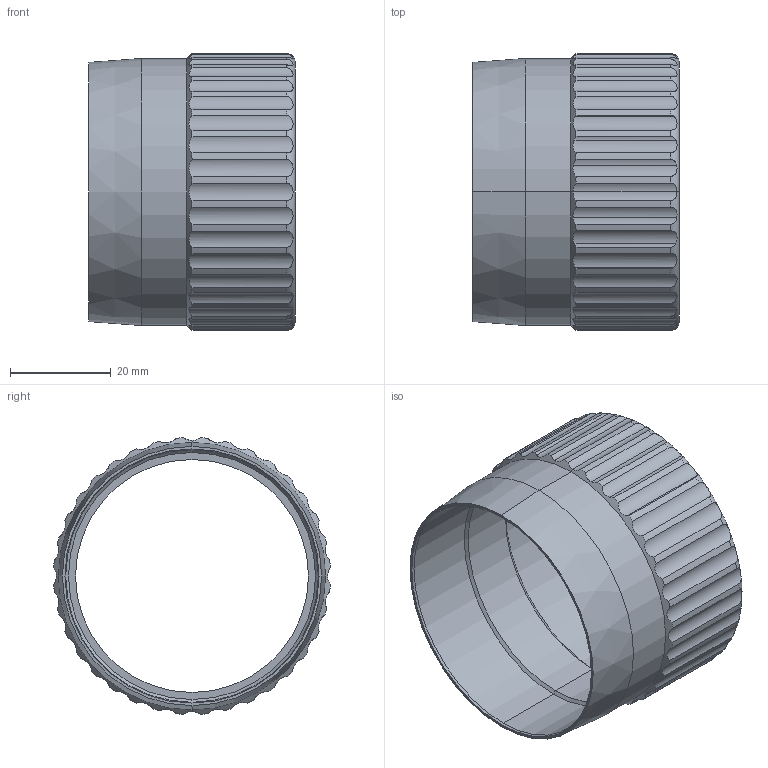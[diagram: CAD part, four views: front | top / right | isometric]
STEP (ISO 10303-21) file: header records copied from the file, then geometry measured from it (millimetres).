
FILE_DESCRIPTION (( 'STEP AP214' ), '1' );
FILE_NAME ('市厦.714363.003 - 暑朦鲱 疱泱腓痤忸黜铄.STEP', '2024-11-18T14:41:09', ( '' ), ( '' ), 'SwSTEP 2.0', 'SolidWorks 2023', '' );
FILE_SCHEMA (( 'AUTOMOTIVE_DESIGN' ));
Length unit declared in the file: millimetre
Products named in the file (1): КРПГ.714363.003 - Кольцо регулировочное
Bounding box: 41 x 54.89 x 54.89 mm (x, y, z)
Volume: 11677.6 mm3; surface area: 14755.3 mm2
Topology: 1 solids, 1 shells, 107 faces, 293 edges, 190 vertices
Faces by surface type: cylinder 91, cone 10, plane 4, torus 2
Entity records: 4728 total; most frequent: CARTESIAN_POINT 2043, ORIENTED_EDGE 586, DIRECTION 525, EDGE_CURVE 293, AXIS2_PLACEMENT_3D 212, VERTEX_POINT 190, EDGE_LOOP 111, ADVANCED_FACE 107
